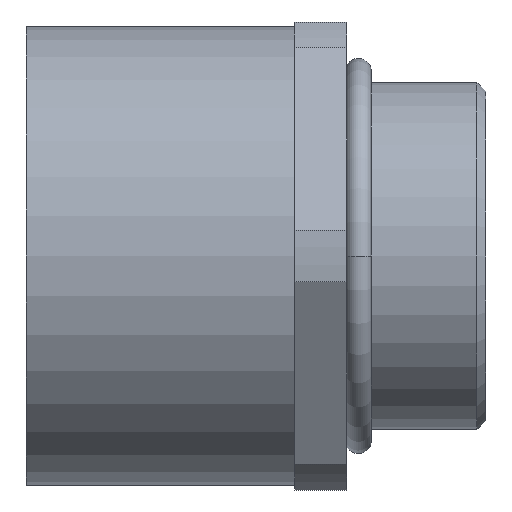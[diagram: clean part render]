
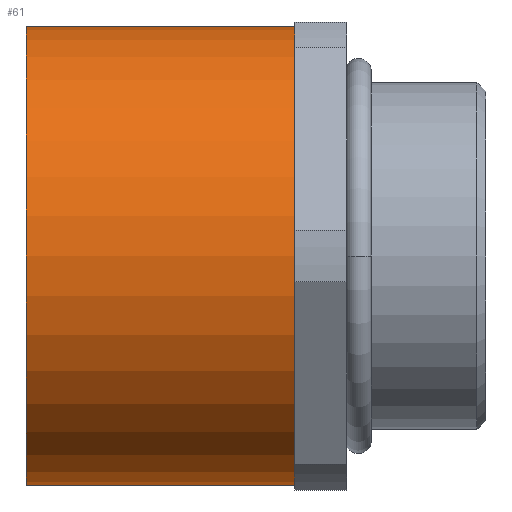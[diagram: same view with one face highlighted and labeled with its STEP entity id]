
A CAD part, left-side view. The second image highlights one B-rep face of the part: STEP entity #61.
In plain terms, the highlighted cylindrical face has radius 13.25 mm (diameter 26.5 mm), a partial arc.
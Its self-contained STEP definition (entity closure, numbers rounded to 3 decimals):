
#7 = EDGE_CURVE ( 'NONE', #1064, #1063, #662, .T. ) ;
#61 = ADVANCED_FACE ( 'NONE', ( #738 ), #734, .T. ) ;
#128 = VECTOR ( 'NONE', #381, 1000. ) ;
#132 = VECTOR ( 'NONE', #369, 1000. ) ;
#160 = AXIS2_PLACEMENT_3D ( 'NONE', #339, #340, #341 ) ;
#186 = ORIENTED_EDGE ( 'NONE', *, *, #7, .F. ) ;
#262 = CARTESIAN_POINT ( 'NONE',  ( 0., 12.783, 0. ) ) ;
#263 = DIRECTION ( 'NONE',  ( 0., 1., 0. ) ) ;
#264 = DIRECTION ( 'NONE',  ( 0., 0., 1. ) ) ;
#339 = CARTESIAN_POINT ( 'NONE',  ( 0., -0.5, 0. ) ) ;
#340 = DIRECTION ( 'NONE',  ( 0., 1., 0. ) ) ;
#341 = DIRECTION ( 'NONE',  ( 0., 0., 1. ) ) ;
#367 = LINE ( 'NONE', #368, #132 ) ;
#368 = CARTESIAN_POINT ( 'NONE',  ( 0., 12.783, -13.25 ) ) ;
#369 = DIRECTION ( 'NONE',  ( 0., 1., 0. ) ) ;
#379 = LINE ( 'NONE', #380, #128 ) ;
#380 = CARTESIAN_POINT ( 'NONE',  ( 0., 12.783, 13.25 ) ) ;
#381 = DIRECTION ( 'NONE',  ( 0., 1., 0. ) ) ;
#441 = EDGE_LOOP ( 'NONE', ( #462, #958, #959, #186 ) ) ;
#462 = ORIENTED_EDGE ( 'NONE', *, *, #679, .F. ) ;
#552 = CARTESIAN_POINT ( 'NONE',  ( 0., 15., 13.25 ) ) ;
#553 = CARTESIAN_POINT ( 'NONE',  ( 0., 15., -13.25 ) ) ;
#554 = CARTESIAN_POINT ( 'NONE',  ( 0., -0.5, -13.25 ) ) ;
#555 = CARTESIAN_POINT ( 'NONE',  ( 0., -0.5, 13.25 ) ) ;
#633 = CIRCLE ( 'NONE', #160, 13.25 ) ;
#662 = CIRCLE ( 'NONE', #774, 13.25 ) ;
#670 = EDGE_CURVE ( 'NONE', #1065, #1066, #633, .T. ) ;
#679 = EDGE_CURVE ( 'NONE', #1065, #1064, #367, .T. ) ;
#683 = EDGE_CURVE ( 'NONE', #1066, #1063, #379, .T. ) ;
#733 = AXIS2_PLACEMENT_3D ( 'NONE', #262, #263, #264 ) ;
#734 = CYLINDRICAL_SURFACE ( 'NONE', #733, 13.25 ) ;
#738 = FACE_OUTER_BOUND ( 'NONE', #441, .T. ) ;
#774 = AXIS2_PLACEMENT_3D ( 'NONE', #1096, #1100, #1101 ) ;
#958 = ORIENTED_EDGE ( 'NONE', *, *, #670, .T. ) ;
#959 = ORIENTED_EDGE ( 'NONE', *, *, #683, .T. ) ;
#1063 = VERTEX_POINT ( 'NONE', #552 ) ;
#1064 = VERTEX_POINT ( 'NONE', #553 ) ;
#1065 = VERTEX_POINT ( 'NONE', #554 ) ;
#1066 = VERTEX_POINT ( 'NONE', #555 ) ;
#1096 = CARTESIAN_POINT ( 'NONE',  ( 0., 15., 0. ) ) ;
#1100 = DIRECTION ( 'NONE',  ( 0., 1., 0. ) ) ;
#1101 = DIRECTION ( 'NONE',  ( 0., 0., 1. ) ) ;
